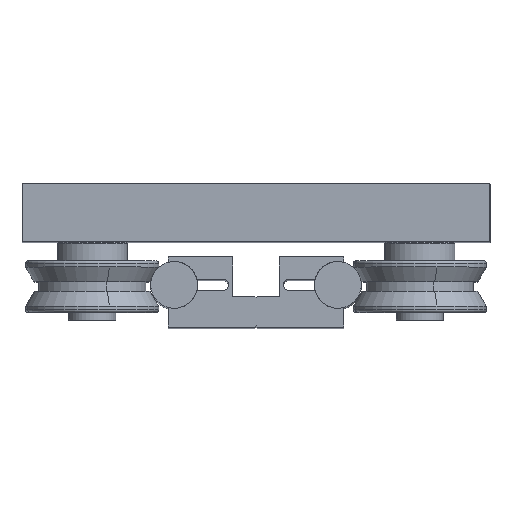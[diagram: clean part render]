
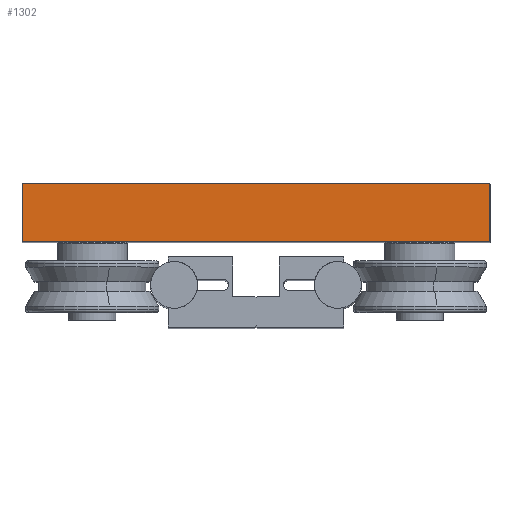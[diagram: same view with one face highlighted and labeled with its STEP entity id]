
A CAD part, top view. The second image highlights one B-rep face of the part: STEP entity #1302.
In plain terms, the highlighted planar face has unit normal (0, 0, 1).
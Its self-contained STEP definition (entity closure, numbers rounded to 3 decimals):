
#1302=ADVANCED_FACE('',(#2591),#2592,.T.);
#2591=FACE_OUTER_BOUND('',#3933,.T.);
#2592=PLANE('',#3934);
#3933=EDGE_LOOP('',(#7034,#7035,#7036,#7037));
#3934=AXIS2_PLACEMENT_3D('',#7038,#7039,#7040);
#7034=ORIENTED_EDGE('',*,*,#8553,.F.);
#7035=ORIENTED_EDGE('',*,*,#8555,.F.);
#7036=ORIENTED_EDGE('',*,*,#8556,.F.);
#7037=ORIENTED_EDGE('',*,*,#8546,.F.);
#7038=CARTESIAN_POINT('',(-100.0,49.0,270.0));
#7039=DIRECTION('',(0.0,-0.0,1.0));
#7040=DIRECTION('',(0.0,1.0,0.0));
#8546=EDGE_CURVE('',#10305,#10300,#10307,.T.);
#8553=EDGE_CURVE('',#10315,#10305,#10317,.T.);
#8555=EDGE_CURVE('',#10319,#10315,#10320,.T.);
#8556=EDGE_CURVE('',#10300,#10319,#10321,.T.);
#10300=VERTEX_POINT('',#12985);
#10305=VERTEX_POINT('',#12992);
#10307=LINE('',#12995,#12996);
#10315=VERTEX_POINT('',#13007);
#10317=LINE('',#13010,#13011);
#10319=VERTEX_POINT('',#13013);
#10320=LINE('',#13014,#13015);
#10321=LINE('',#13016,#13017);
#12985=CARTESIAN_POINT('',(-100.0,36.5,270.0));
#12992=CARTESIAN_POINT('',(100.,36.5,270.0));
#12995=CARTESIAN_POINT('',(100.,36.5,270.0));
#12996=VECTOR('',#14608,200.0);
#13007=CARTESIAN_POINT('',(100.,61.5,270.0));
#13010=CARTESIAN_POINT('',(100.,61.5,270.0));
#13011=VECTOR('',#14613,25.0);
#13013=CARTESIAN_POINT('',(-100.0,61.5,270.0));
#13014=CARTESIAN_POINT('',(-100.0,61.5,270.0));
#13015=VECTOR('',#14614,200.0);
#13016=CARTESIAN_POINT('',(-100.0,36.5,270.0));
#13017=VECTOR('',#14615,25.0);
#14608=DIRECTION('',(-1.0,0.0,0.0));
#14613=DIRECTION('',(0.0,-1.0,0.0));
#14614=DIRECTION('',(1.0,0.0,0.0));
#14615=DIRECTION('',(0.0,1.0,0.0));
